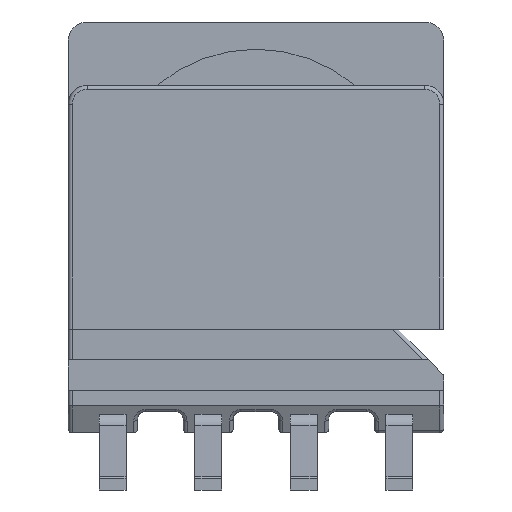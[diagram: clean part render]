
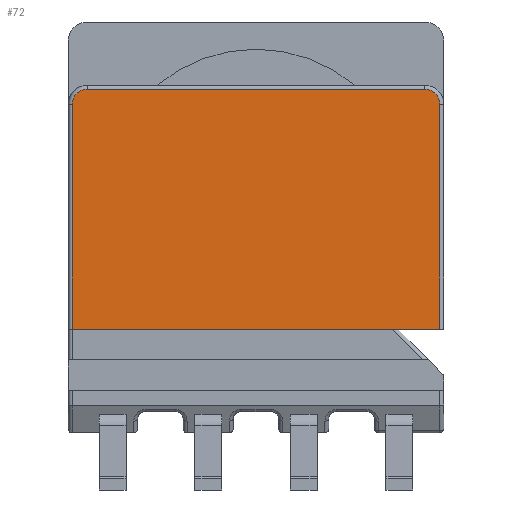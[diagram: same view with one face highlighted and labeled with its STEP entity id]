
A CAD part, front view. The second image highlights one B-rep face of the part: STEP entity #72.
In plain terms, the highlighted face is planar.
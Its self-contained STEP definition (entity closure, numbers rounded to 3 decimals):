
#72 = ADVANCED_FACE( '', ( #142 ), #143, .F. );
#142 = FACE_OUTER_BOUND( '', #221, .T. );
#143 = PLANE( '', #222 );
#221 = EDGE_LOOP( '', ( #644, #645, #646, #647, #648, #649 ) );
#222 = AXIS2_PLACEMENT_3D( '', #650, #651, #652 );
#644 = ORIENTED_EDGE( '', *, *, #1430, .T. );
#645 = ORIENTED_EDGE( '', *, *, #1452, .T. );
#646 = ORIENTED_EDGE( '', *, *, #1453, .T. );
#647 = ORIENTED_EDGE( '', *, *, #1454, .T. );
#648 = ORIENTED_EDGE( '', *, *, #1455, .T. );
#649 = ORIENTED_EDGE( '', *, *, #1448, .T. );
#650 = CARTESIAN_POINT( '', ( 4.89, 3.8, 6.35 ) );
#651 = DIRECTION( '', ( 0., -1., 0. ) );
#652 = DIRECTION( '', ( 0., 0., -1. ) );
#1430 = EDGE_CURVE( '', #2732, #2730, #2733, .T. );
#1448 = EDGE_CURVE( '', #2762, #2732, #2763, .T. );
#1452 = EDGE_CURVE( '', #2730, #2767, #2768, .F. );
#1453 = EDGE_CURVE( '', #2767, #2769, #2770, .F. );
#1454 = EDGE_CURVE( '', #2769, #2771, #2772, .F. );
#1455 = EDGE_CURVE( '', #2771, #2762, #2773, .F. );
#2730 = VERTEX_POINT( '', #5277 );
#2732 = VERTEX_POINT( '', #5279 );
#2733 = LINE( '', #5280, #5281 );
#2762 = VERTEX_POINT( '', #5320 );
#2763 = LINE( '', #5321, #5322 );
#2767 = VERTEX_POINT( '', #5327 );
#2768 = LINE( '', #5328, #5329 );
#2769 = VERTEX_POINT( '', #5330 );
#2770 = CIRCLE( '', #5331, 0.4 );
#2771 = VERTEX_POINT( '', #5332 );
#2772 = LINE( '', #5333, #5334 );
#2773 = CIRCLE( '', #5335, 0.4 );
#5277 = CARTESIAN_POINT( '', ( -4.79, 3.8, 0. ) );
#5279 = CARTESIAN_POINT( '', ( 4.79, 3.8, 0. ) );
#5280 = CARTESIAN_POINT( '', ( 4.89, 3.8, 0. ) );
#5281 = VECTOR( '', #6202, 1000. );
#5320 = CARTESIAN_POINT( '', ( 4.79, 3.8, 5.85 ) );
#5321 = CARTESIAN_POINT( '', ( 4.79, 3.8, 6.35 ) );
#5322 = VECTOR( '', #6225, 1000. );
#5327 = CARTESIAN_POINT( '', ( -4.79, 3.8, 5.85 ) );
#5328 = CARTESIAN_POINT( '', ( -4.79, 3.8, 6.35 ) );
#5329 = VECTOR( '', #6230, 1000. );
#5330 = CARTESIAN_POINT( '', ( -4.39, 3.8, 6.25 ) );
#5331 = AXIS2_PLACEMENT_3D( '', #6231, #6232, #6233 );
#5332 = CARTESIAN_POINT( '', ( 4.39, 3.8, 6.25 ) );
#5333 = CARTESIAN_POINT( '', ( 4.39, 3.8, 6.25 ) );
#5334 = VECTOR( '', #6234, 1000. );
#5335 = AXIS2_PLACEMENT_3D( '', #6235, #6236, #6237 );
#6202 = DIRECTION( '', ( -1., 0., 0. ) );
#6225 = DIRECTION( '', ( 0., 0., -1. ) );
#6230 = DIRECTION( '', ( 0., 0., -1. ) );
#6231 = CARTESIAN_POINT( '', ( -4.39, 3.8, 5.85 ) );
#6232 = DIRECTION( '', ( 0., -1., 0. ) );
#6233 = DIRECTION( '', ( 0., 0., -1. ) );
#6234 = DIRECTION( '', ( -1., 0., 0. ) );
#6235 = CARTESIAN_POINT( '', ( 4.39, 3.8, 5.85 ) );
#6236 = DIRECTION( '', ( 0., -1., 0. ) );
#6237 = DIRECTION( '', ( 0., 0., -1. ) );
